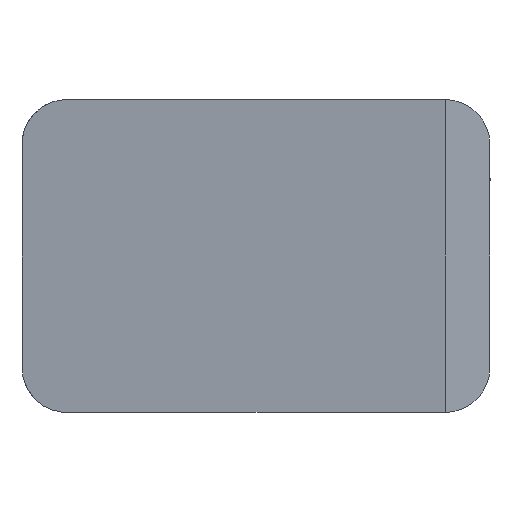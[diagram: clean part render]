
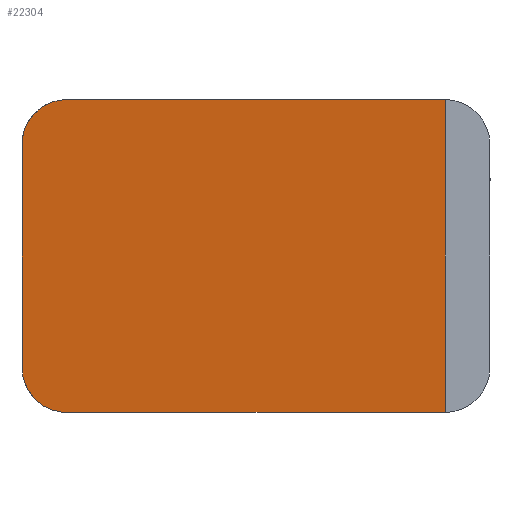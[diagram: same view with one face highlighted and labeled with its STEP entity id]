
A CAD part, front view. The second image highlights one B-rep face of the part: STEP entity #22304.
In plain terms, the highlighted face is planar.
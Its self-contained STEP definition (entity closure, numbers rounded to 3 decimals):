
#142=ELLIPSE('',#23835,10.121,10.);
#143=ELLIPSE('',#23840,10.121,10.);
#720=FACE_OUTER_BOUND('',#2000,.T.);
#2000=EDGE_LOOP('',(#15619,#15620,#15621,#15622,#15623,#15624));
#4121=LINE('',#32763,#6847);
#4128=LINE('',#32779,#6854);
#4130=LINE('',#32786,#6856);
#4132=LINE('',#32789,#6858);
#6847=VECTOR('',#26359,85.021);
#6854=VECTOR('',#26376,49.517);
#6856=VECTOR('',#26384,85.021);
#6858=VECTOR('',#26388,69.517);
#9597=VERTEX_POINT('',#32761);
#9598=VERTEX_POINT('',#32762);
#9599=VERTEX_POINT('',#32767);
#9602=VERTEX_POINT('',#32777);
#9603=VERTEX_POINT('',#32781);
#9604=VERTEX_POINT('',#32785);
#11911=EDGE_CURVE('',#9597,#9598,#4121,.T.);
#11914=EDGE_CURVE('',#9598,#9599,#142,.T.);
#11921=EDGE_CURVE('',#9602,#9599,#4128,.T.);
#11922=EDGE_CURVE('',#9602,#9603,#143,.T.);
#11924=EDGE_CURVE('',#9603,#9604,#4130,.T.);
#11926=EDGE_CURVE('',#9604,#9597,#4132,.T.);
#15619=ORIENTED_EDGE('',*,*,#11911,.T.);
#15620=ORIENTED_EDGE('',*,*,#11914,.T.);
#15621=ORIENTED_EDGE('',*,*,#11921,.F.);
#15622=ORIENTED_EDGE('',*,*,#11922,.T.);
#15623=ORIENTED_EDGE('',*,*,#11924,.T.);
#15624=ORIENTED_EDGE('',*,*,#11926,.T.);
#21238=PLANE('',#23850);
#22304=ADVANCED_FACE('',(#720),#21238,.T.);
#23835=AXIS2_PLACEMENT_3D('',#32768,#26364,#26365);
#23840=AXIS2_PLACEMENT_3D('',#32782,#26379,#26380);
#23850=AXIS2_PLACEMENT_3D('',#32806,#26408,#26409);
#26359=DIRECTION('',(0.988,0.154,0.));
#26364=DIRECTION('center_axis',(0.154,-0.988,0.));
#26365=DIRECTION('ref_axis',(0.988,0.154,0.));
#26376=DIRECTION('',(0.,0.,-1.));
#26379=DIRECTION('center_axis',(0.154,-0.988,0.));
#26380=DIRECTION('ref_axis',(0.988,0.154,0.));
#26384=DIRECTION('',(-0.988,-0.154,0.));
#26388=DIRECTION('',(0.,0.,-1.));
#26408=DIRECTION('center_axis',(0.154,-0.988,0.));
#26409=DIRECTION('ref_axis',(0.,0.,-1.));
#32761=CARTESIAN_POINT('',(-60.572,-3.584,52.127));
#32762=CARTESIAN_POINT('',(23.433,9.522,52.127));
#32763=CARTESIAN_POINT('',(-60.572,-3.584,52.127));
#32767=CARTESIAN_POINT('',(33.433,11.083,62.127));
#32768=CARTESIAN_POINT('Origin',(23.433,9.522,62.127));
#32777=CARTESIAN_POINT('',(33.433,11.083,111.644));
#32779=CARTESIAN_POINT('',(33.433,11.083,111.644));
#32781=CARTESIAN_POINT('',(23.433,9.522,121.644));
#32782=CARTESIAN_POINT('Origin',(23.433,9.522,111.644));
#32785=CARTESIAN_POINT('',(-60.572,-3.584,121.644));
#32786=CARTESIAN_POINT('',(23.433,9.522,121.644));
#32789=CARTESIAN_POINT('',(-60.572,-3.584,121.644));
#32806=CARTESIAN_POINT('Origin',(-60.572,-3.584,121.644));
